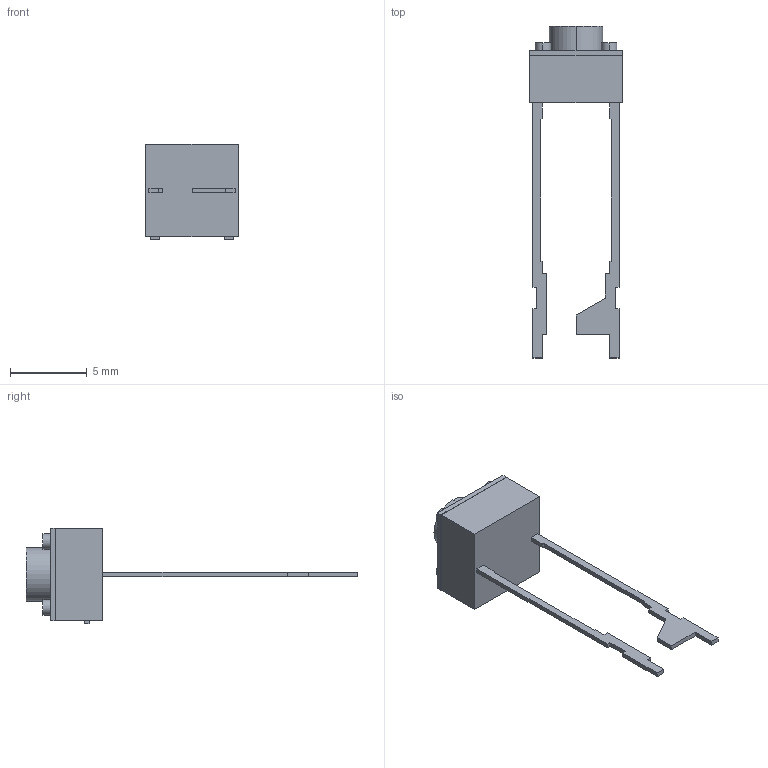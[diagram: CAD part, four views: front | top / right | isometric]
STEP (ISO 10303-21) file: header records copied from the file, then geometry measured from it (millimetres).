
FILE_DESCRIPTION (( 'STEP AP203' ), '1' );
FILE_NAME ('B3F_602[].step', '2015-05-29T09:22:05', ( 'OSMC1.0 ' ), ( ' ' ), 'SwSTEP 2.0', 'SolidWorks 2002025', '' );
FILE_SCHEMA (( 'CONFIG_CONTROL_DESIGN' ));
Length unit declared in the file: millimetre
Products named in the file (1): B3F_602[]
Bounding box: 6 x 21.6 x 6.2 mm (x, y, z)
Volume: 146.3 mm3; surface area: 255.6 mm2
Topology: 1 solids, 1 shells, 77 faces, 192 edges, 128 vertices
Faces by surface type: plane 67, cylinder 10
Entity records: 2343 total; most frequent: CARTESIAN_POINT 398, ORIENTED_EDGE 384, DIRECTION 368, EDGE_CURVE 192, VECTOR 172, LINE 172, VERTEX_POINT 128, AXIS2_PLACEMENT_3D 98
